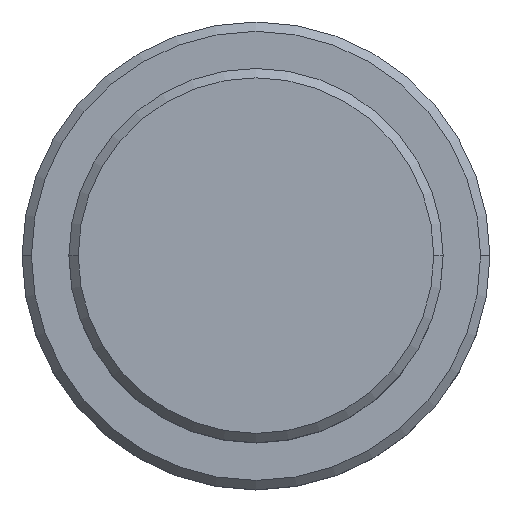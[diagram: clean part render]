
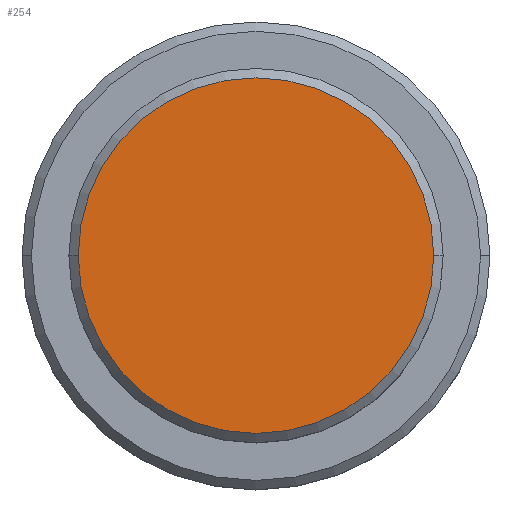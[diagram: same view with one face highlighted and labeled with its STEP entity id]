
A CAD part, top view. The second image highlights one B-rep face of the part: STEP entity #254.
In plain terms, the highlighted planar face has unit normal (0, 0, 1).
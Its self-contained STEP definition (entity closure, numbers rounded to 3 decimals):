
#23 = DIRECTION ( 'NONE',  ( 0., 0., 1. ) ) ;
#68 = VERTEX_POINT ( 'NONE', #782 ) ;
#250 = DIRECTION ( 'NONE',  ( 0., 0., 1. ) ) ;
#254 = ADVANCED_FACE ( 'NONE', ( #565 ), #576, .T. ) ;
#270 = CARTESIAN_POINT ( 'NONE',  ( 0., 0., 0. ) ) ;
#280 = CIRCLE ( 'NONE', #1103, 9.5 ) ;
#460 = DIRECTION ( 'NONE',  ( 1., 0., 0. ) ) ;
#522 = CARTESIAN_POINT ( 'NONE',  ( 0., 0., 0. ) ) ;
#565 = FACE_OUTER_BOUND ( 'NONE', #1322, .T. ) ;
#576 = PLANE ( 'NONE',  #994 ) ;
#638 = ORIENTED_EDGE ( 'NONE', *, *, #655, .T. ) ;
#655 = EDGE_CURVE ( 'NONE', #68, #1145, #997, .T. ) ;
#752 = DIRECTION ( 'NONE',  ( 1., 0., 0. ) ) ;
#761 = DIRECTION ( 'NONE',  ( 0., 0., 1. ) ) ;
#782 = CARTESIAN_POINT ( 'NONE',  ( -9.5, 0., 0. ) ) ;
#901 = CARTESIAN_POINT ( 'NONE',  ( 0., 0., 0. ) ) ;
#994 = AXIS2_PLACEMENT_3D ( 'NONE', #901, #23, #460 ) ;
#997 = CIRCLE ( 'NONE', #1087, 9.5 ) ;
#1087 = AXIS2_PLACEMENT_3D ( 'NONE', #270, #250, #1147 ) ;
#1103 = AXIS2_PLACEMENT_3D ( 'NONE', #522, #761, #752 ) ;
#1145 = VERTEX_POINT ( 'NONE', #1292 ) ;
#1147 = DIRECTION ( 'NONE',  ( 1., 0., 0. ) ) ;
#1182 = EDGE_CURVE ( 'NONE', #1145, #68, #280, .T. ) ;
#1292 = CARTESIAN_POINT ( 'NONE',  ( 9.5, 0., 0. ) ) ;
#1322 = EDGE_LOOP ( 'NONE', ( #638, #1351 ) ) ;
#1351 = ORIENTED_EDGE ( 'NONE', *, *, #1182, .T. ) ;
